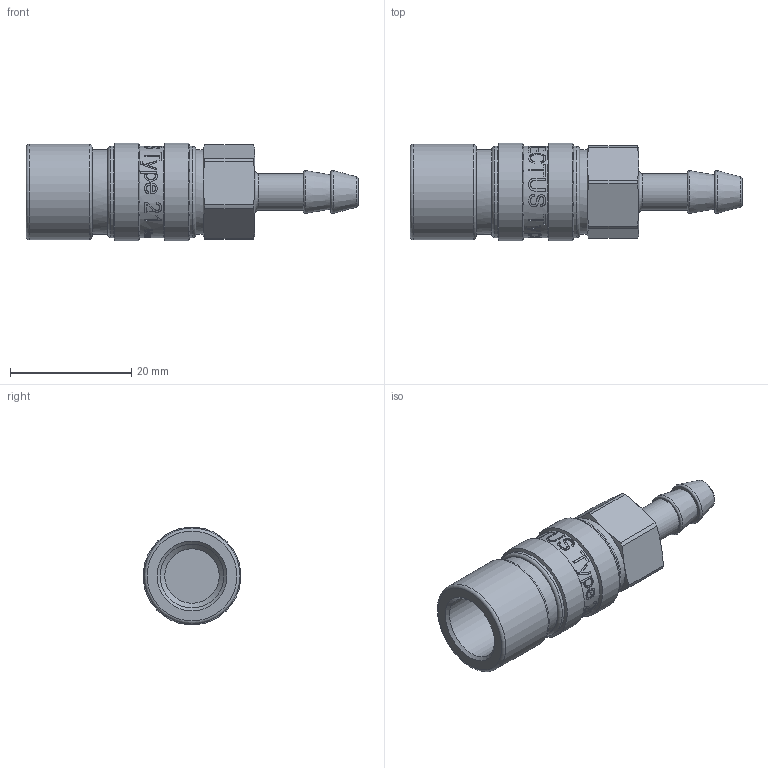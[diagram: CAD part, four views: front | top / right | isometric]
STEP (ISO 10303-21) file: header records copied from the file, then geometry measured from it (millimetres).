
FILE_DESCRIPTION(/* description */ (''),/* implementation_level */ '2;1');
FILE_NAME(/* name */ '21katf06mpx0.stp',/* time_stamp */ '2017-05-22T11:00:31+02:00',/* author */ ('IA176480'),/* organization */ (''),/* preprocessor_version */ 'ST-DEVELOPER v16.1',/* originating_system */ 'Autodesk Inventor 2016',/* authorisation */ '');
FILE_SCHEMA (('AUTOMOTIVE_DESIGN { 1 0 10303 214 3 1 1 }'));
Products named in the file (1): 21KATF06MPX0
Bounding box: 54.79 x 16.1 x 16.1 mm (x, y, z)
Volume: 6205.2 mm3; surface area: 4326.2 mm2
Topology: 1 solids, 4 shells, 467 faces, 1216 edges, 798 vertices
Faces by surface type: bspline 211, plane 147, cylinder 66, cone 35, torus 8
Full cylindrical faces by diameter (mm): 6.05 x1, 10.55 x1, 10.631 x1, 10.7 x1, 11.4 x1, 12 x4, 12.15 x1, 14 x4, 15.1 x3, 15.8 x1, 16.15 x2
Entity records: 63623 total; most frequent: CARTESIAN_POINT 53644, ORIENTED_EDGE 2292, DIRECTION 1229, EDGE_CURVE 1146, VERTEX_POINT 782, EDGE_LOOP 566, B_SPLINE_CURVE_WITH_KNOTS 555, FACE_OUTER_BOUND 466
